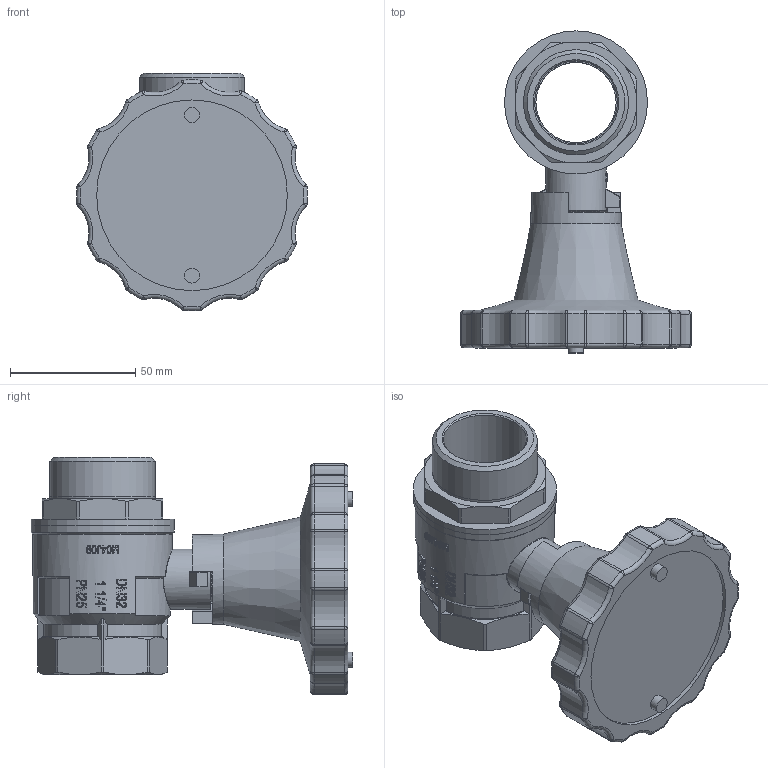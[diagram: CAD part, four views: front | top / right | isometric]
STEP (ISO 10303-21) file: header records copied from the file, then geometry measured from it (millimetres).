
FILE_DESCRIPTION(/* description */ ('Unknown'),/* implementation_level */ '2;1');
FILE_NAME(/* name */ '691-07',/* time_stamp */ '2022-06-13T12:16:08+02:00',/* author */ ('Unknown'),/* organization */ ('Unknown'),/* preprocessor_version */ 'ST-DEVELOPER v16.7',/* originating_system */ 'Solid Edge',/* authorisation */ 'Unknown');
FILE_SCHEMA (('AUTOMOTIVE_DESIGN {1 0 10303 214 3 1 1}'));
Products named in the file (11): 691-1_1_4; 600-1_1_4-Spindel-co_oa_0; 600-1_1_4-Spindel; 600-1_1_4-Stopfbuchse; 610-1_1_4-Einschraubteil; 600-1_1_4-Kvrper; 98000690-07; WDB-03; WDB-01; VT0899433507-02; WDB-02-07
Assembly tree (10 placements, depth 3):
  691-1_1_4
    600-1_1_4-Spindel-co_oa_0
      600-1_1_4-Spindel
      600-1_1_4-Stopfbuchse
    610-1_1_4-Einschraubteil
    600-1_1_4-Kvrper
    98000690-07
      WDB-03
      WDB-01
      VT0899433507-02
      WDB-02-07
Bounding box: 91.97 x 128.3 x 94.59 mm (x, y, z)
Volume: 176829 mm3; surface area: 94828.5 mm2
Topology: 8 solids, 8 shells, 1598 faces, 4319 edges, 2808 vertices
Faces by surface type: plane 1161, cylinder 226, cone 86, sphere 58, torus 56, bspline 11
Full cylindrical faces by diameter (mm): 6 x2, 10 x1, 10.5 x4, 14 x2, 14.1 x1, 14.5 x1, 15 x1, 16 x1, 17 x1, 18 x1, 18.38 x1, 20 x1, 22 x1, 22.5 x1, 23 x1, 24 x1, 26 x1, 32 x2, 33 x1, 36 x1, 38.952 x1, 38.954 x2, 41.91 x2, 42 x2, 50.499 x1, 50.5 x1, 52 x2, 54 x1, 55.5 x1, 57 x2
Entity records: 64920 total; most frequent: CARTESIAN_POINT 14547, DIRECTION 9642, ORIENTED_EDGE 8440, EDGE_CURVE 4220, AXIS2_PLACEMENT_3D 4016, VERTEX_POINT 2782, EDGE_LOOP 1746, FACE_BOUND 1746
